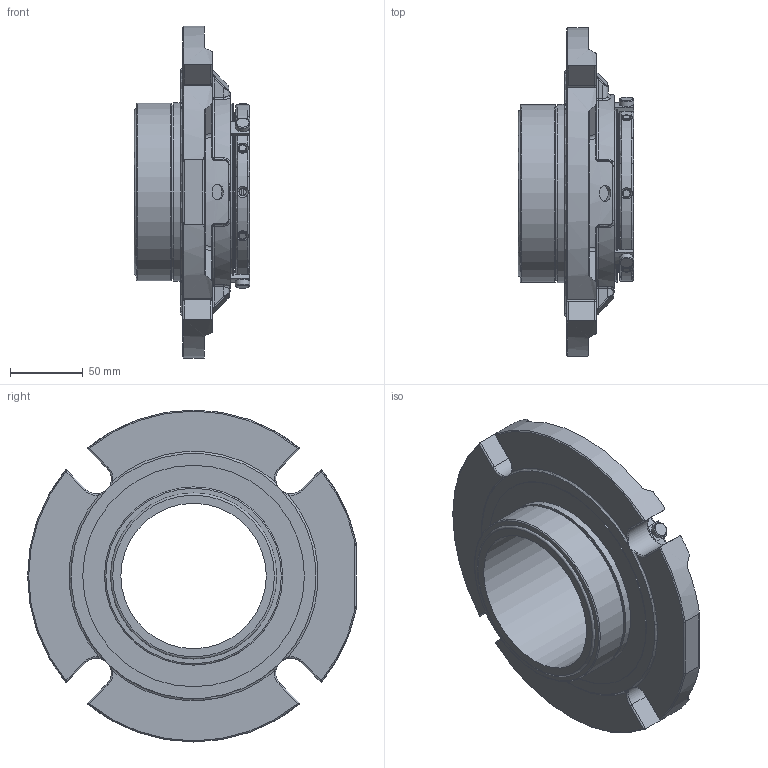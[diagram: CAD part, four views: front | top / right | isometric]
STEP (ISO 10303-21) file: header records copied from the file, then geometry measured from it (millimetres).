
FILE_DESCRIPTION(/* description */ ('Unknown'),/* implementation_level */ '2;1');
FILE_NAME(/* name */ '100mm',/* time_stamp */ '2023-02-14T13:21:10+00:00',/* author */ ('Unknown'),/* organization */ ('Unknown'),/* preprocessor_version */ 'ST-DEVELOPER v16.7',/* originating_system */ 'Solid Edge',/* authorisation */ 'Unknown');
FILE_SCHEMA (('AUTOMOTIVE_DESIGN {1 0 10303 214 3 1 1}'));
Length unit declared in the file: millimetre
Products named in the file (1): 100mm
Bounding box: 79.63 x 226.17 x 228.35 mm (x, y, z)
Volume: 854440.5 mm3; surface area: 133976.7 mm2
Topology: 1 solids, 1 shells, 613 faces, 1617 edges, 1021 vertices
Faces by surface type: plane 222, cylinder 167, bspline 84, torus 72, cone 36, sphere 32
Full cylindrical faces by diameter (mm): 3.761 x1, 5 x2, 6 x9, 10 x3, 10.998 x3, 100 x1, 104.75 x1, 109.525 x1, 114.275 x1, 119.304 x1, 120.599 x1, 122.123 x1, 122.225 x1, 122.555 x1, 152.4 x1
Entity records: 25956 total; most frequent: CARTESIAN_POINT 7846, ORIENTED_EDGE 3024, DIRECTION 2605, EDGE_CURVE 1512, AXIS2_PLACEMENT_3D 1052, VERTEX_POINT 980, EDGE_LOOP 718, FACE_BOUND 718
